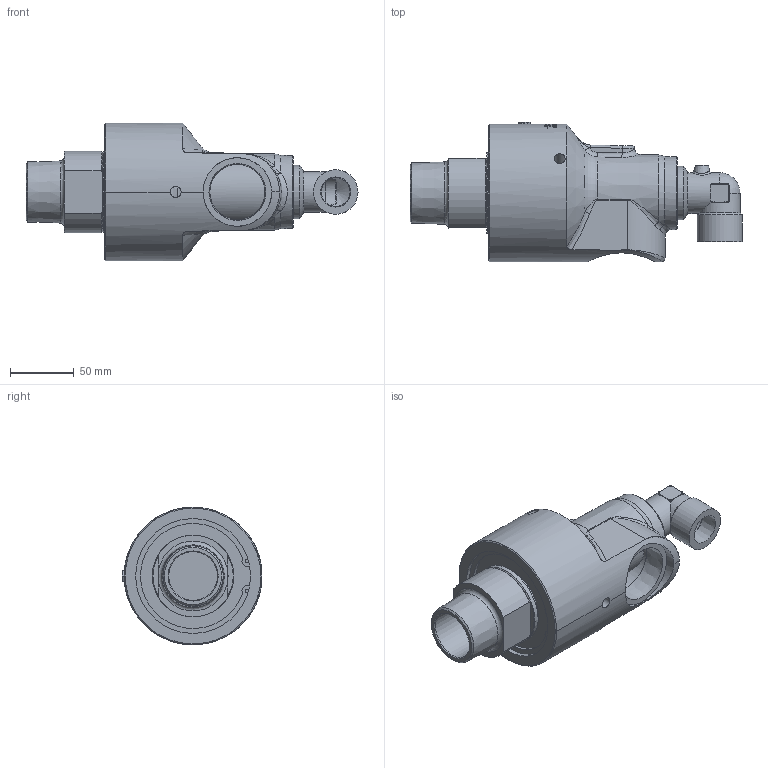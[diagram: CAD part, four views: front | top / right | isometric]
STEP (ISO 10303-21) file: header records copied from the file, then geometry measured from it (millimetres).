
FILE_DESCRIPTION(/* description */ (''),/* implementation_level */ '2;1');
FILE_NAME(/* name */ '557-000-001144-IC.stp',/* time_stamp */ '2020-05-20T14:31:45-05:00',/* author */ ('GALINDOLM'),/* organization */ (''),/* preprocessor_version */ 'ST-DEVELOPER v18',/* originating_system */ 'Autodesk Inventor 2020',/* authorisation */ '');
FILE_SCHEMA (('AUTOMOTIVE_DESIGN { 1 0 10303 214 3 1 1 }'));
Products named in the file (1): 557-000-001144-IC
Bounding box: 260.2 x 109.7 x 108 mm (x, y, z)
Volume: 928238.2 mm3; surface area: 109682.3 mm2
Topology: 2 solids, 2 shells, 518 faces, 1365 edges, 888 vertices
Faces by surface type: bspline 217, plane 164, cylinder 97, cone 27, torus 12, sphere 1
Full cylindrical faces by diameter (mm): 3.175 x2, 5.359 x1, 8.6 x3, 22.631 x1, 25.527 x1, 32 x1, 35 x1, 38.1 x1, 43.256 x1, 53.7 x1, 56.25 x1, 64 x1, 90.07 x1
Entity records: 61897 total; most frequent: CARTESIAN_POINT 49856, ORIENTED_EDGE 2708, DIRECTION 2000, EDGE_CURVE 1354, VERTEX_POINT 888, AXIS2_PLACEMENT_3D 749, EDGE_LOOP 568, FACE_OUTER_BOUND 518
